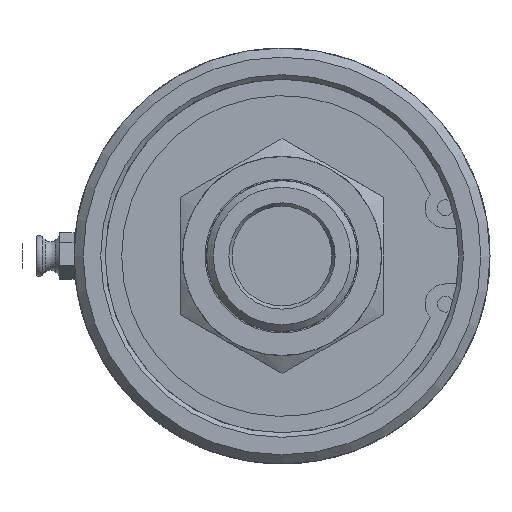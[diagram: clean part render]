
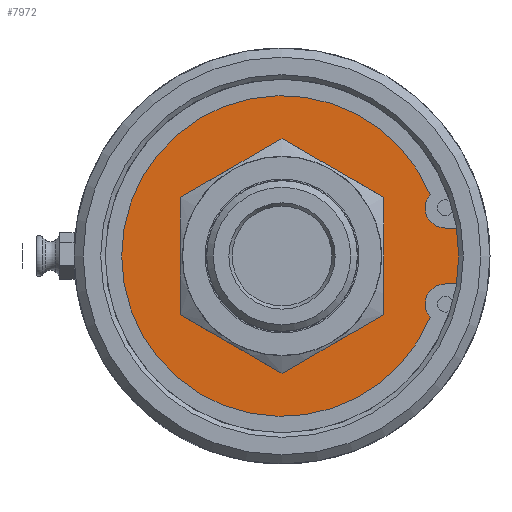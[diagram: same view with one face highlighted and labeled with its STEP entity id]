
A CAD part, left-side view. The second image highlights one B-rep face of the part: STEP entity #7972.
In plain terms, the highlighted planar face has unit normal (-1, 0, 0).
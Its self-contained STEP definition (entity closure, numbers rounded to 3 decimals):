
#106=FACE_BOUND('',#2744,.T.);
#876=LINE('',#20702,#1281);
#881=LINE('',#20716,#1286);
#1281=VECTOR('',#9579,10.);
#1286=VECTOR('',#9586,10.);
#2255=FACE_OUTER_BOUND('',#2743,.T.);
#2743=EDGE_LOOP('',(#7030,#7031,#7032,#7033,#7034,#7035));
#2744=EDGE_LOOP('',(#7036,#7037));
#3016=CIRCLE('',#8409,3.556);
#3018=CIRCLE('',#8412,28.142);
#3020=CIRCLE('',#8415,3.556);
#3027=CIRCLE('',#8427,33.45);
#3028=CIRCLE('',#8430,17.5);
#3029=CIRCLE('',#8431,17.5);
#3762=VERTEX_POINT('',#20699);
#3763=VERTEX_POINT('',#20701);
#3767=VERTEX_POINT('',#20713);
#3768=VERTEX_POINT('',#20715);
#3769=VERTEX_POINT('',#20719);
#3771=VERTEX_POINT('',#20725);
#3774=VERTEX_POINT('',#20747);
#3775=VERTEX_POINT('',#20748);
#4870=EDGE_CURVE('',#3763,#3762,#876,.T.);
#4876=EDGE_CURVE('',#3768,#3767,#881,.T.);
#4878=EDGE_CURVE('',#3767,#3769,#3016,.T.);
#4881=EDGE_CURVE('',#3769,#3771,#3018,.T.);
#4884=EDGE_CURVE('',#3771,#3763,#3020,.T.);
#4891=EDGE_CURVE('',#3762,#3768,#3027,.T.);
#4892=EDGE_CURVE('',#3774,#3775,#3028,.T.);
#4893=EDGE_CURVE('',#3775,#3774,#3029,.T.);
#7030=ORIENTED_EDGE('',*,*,#4876,.T.);
#7031=ORIENTED_EDGE('',*,*,#4878,.T.);
#7032=ORIENTED_EDGE('',*,*,#4881,.T.);
#7033=ORIENTED_EDGE('',*,*,#4884,.T.);
#7034=ORIENTED_EDGE('',*,*,#4870,.T.);
#7035=ORIENTED_EDGE('',*,*,#4891,.T.);
#7036=ORIENTED_EDGE('',*,*,#4892,.T.);
#7037=ORIENTED_EDGE('',*,*,#4893,.T.);
#7589=PLANE('',#8429);
#7972=ADVANCED_FACE('',(#2255,#106),#7589,.F.);
#8409=AXIS2_PLACEMENT_3D('',#20720,#9590,#9591);
#8412=AXIS2_PLACEMENT_3D('',#20726,#9597,#9598);
#8415=AXIS2_PLACEMENT_3D('',#20731,#9604,#9605);
#8427=AXIS2_PLACEMENT_3D('',#20744,#9628,#9629);
#8429=AXIS2_PLACEMENT_3D('',#20746,#9632,#9633);
#8430=AXIS2_PLACEMENT_3D('',#20749,#9634,#9635);
#8431=AXIS2_PLACEMENT_3D('',#20750,#9636,#9637);
#9579=DIRECTION('',(0.,-1.,0.));
#9586=DIRECTION('',(0.,1.,0.));
#9590=DIRECTION('center_axis',(1.,0.,0.));
#9591=DIRECTION('ref_axis',(0.,0.754,0.657));
#9597=DIRECTION('center_axis',(-1.,0.,0.));
#9598=DIRECTION('ref_axis',(0.,0.924,-0.384));
#9604=DIRECTION('center_axis',(1.,0.,0.));
#9605=DIRECTION('ref_axis',(0.,0.,1.));
#9628=DIRECTION('center_axis',(-1.,0.,0.));
#9629=DIRECTION('ref_axis',(0.,1.,0.));
#9632=DIRECTION('center_axis',(1.,0.,0.));
#9633=DIRECTION('ref_axis',(0.,0.,-1.));
#9634=DIRECTION('center_axis',(1.,0.,0.));
#9635=DIRECTION('ref_axis',(0.,1.,0.));
#9636=DIRECTION('center_axis',(1.,0.,0.));
#9637=DIRECTION('ref_axis',(0.,1.,0.));
#20699=CARTESIAN_POINT('',(6.08,-33.089,-4.902));
#20701=CARTESIAN_POINT('',(6.08,-28.672,-4.902));
#20702=CARTESIAN_POINT('',(6.08,-8.182,-4.902));
#20713=CARTESIAN_POINT('',(6.08,-28.672,4.902));
#20715=CARTESIAN_POINT('',(6.08,-33.089,4.902));
#20716=CARTESIAN_POINT('',(6.08,-5.974,4.902));
#20719=CARTESIAN_POINT('',(6.08,-25.99,10.793));
#20720=CARTESIAN_POINT('Origin',(6.08,-28.672,8.458));
#20725=CARTESIAN_POINT('',(6.08,-25.99,-10.793));
#20726=CARTESIAN_POINT('Origin',(6.08,0.,0.));
#20731=CARTESIAN_POINT('Origin',(6.08,-28.672,-8.458));
#20744=CARTESIAN_POINT('Origin',(6.08,0.,0.));
#20746=CARTESIAN_POINT('Origin',(6.08,16.725,0.));
#20747=CARTESIAN_POINT('',(6.08,17.5,0.));
#20748=CARTESIAN_POINT('',(6.08,-17.5,0.));
#20749=CARTESIAN_POINT('Origin',(6.08,0.,0.));
#20750=CARTESIAN_POINT('Origin',(6.08,0.,0.));
